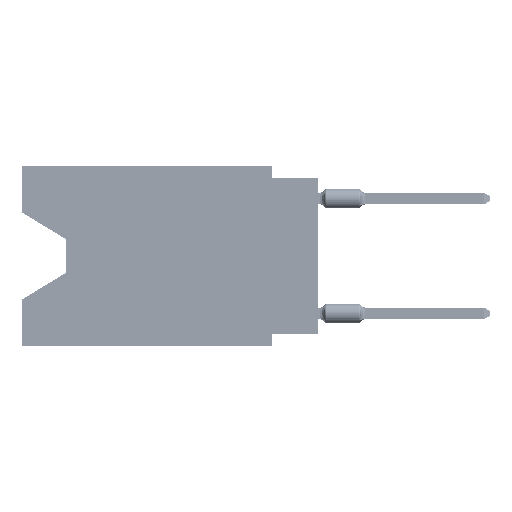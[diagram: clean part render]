
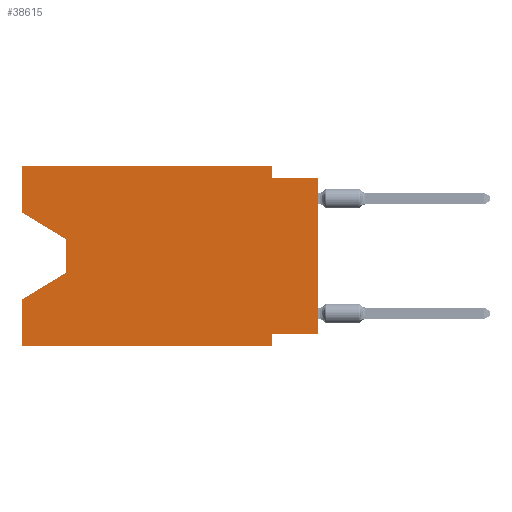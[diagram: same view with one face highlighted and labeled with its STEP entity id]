
A CAD part, left-side view. The second image highlights one B-rep face of the part: STEP entity #38615.
In plain terms, the highlighted planar face has unit normal (-1, 0, 0).
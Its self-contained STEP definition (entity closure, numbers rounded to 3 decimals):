
#1125 = VERTEX_POINT ( 'NONE', #20154 ) ;
#1218 = LINE ( 'NONE', #43472, #7176 ) ;
#1480 = EDGE_CURVE ( 'NONE', #36417, #15734, #24861, .T. ) ;
#1907 = EDGE_CURVE ( 'NONE', #36417, #45389, #71292, .T. ) ;
#2244 = ORIENTED_EDGE ( 'NONE', *, *, #60927, .F. ) ;
#3770 = EDGE_CURVE ( 'NONE', #62808, #56372, #54144, .T. ) ;
#4439 = VERTEX_POINT ( 'NONE', #8491 ) ;
#6136 = VECTOR ( 'NONE', #40683, 1000. ) ;
#6369 = ORIENTED_EDGE ( 'NONE', *, *, #48259, .T. ) ;
#6748 = FACE_OUTER_BOUND ( 'NONE', #59177, .T. ) ;
#7176 = VECTOR ( 'NONE', #38179, 1000. ) ;
#7703 = ORIENTED_EDGE ( 'NONE', *, *, #35567, .F. ) ;
#7712 = CARTESIAN_POINT ( 'NONE',  ( 0., 13.97, -4.013 ) ) ;
#8491 = CARTESIAN_POINT ( 'NONE',  ( 0., 13.97, -5.893 ) ) ;
#11437 = VERTEX_POINT ( 'NONE', #23886 ) ;
#13587 = EDGE_CURVE ( 'NONE', #4439, #11437, #14060, .T. ) ;
#14060 = LINE ( 'NONE', #20544, #59232 ) ;
#14293 = CARTESIAN_POINT ( 'NONE',  ( 0., 2.54, -9.271 ) ) ;
#15734 = VERTEX_POINT ( 'NONE', #14293 ) ;
#15901 = LINE ( 'NONE', #34987, #6136 ) ;
#18130 = CARTESIAN_POINT ( 'NONE',  ( 0., 16.383, 0. ) ) ;
#19765 = DIRECTION ( 'NONE',  ( 0., 0.855, -0.519 ) ) ;
#19839 = ORIENTED_EDGE ( 'NONE', *, *, #71759, .F. ) ;
#20154 = CARTESIAN_POINT ( 'NONE',  ( 0., 2.54, -0.635 ) ) ;
#20529 = CARTESIAN_POINT ( 'NONE',  ( 0., 0., 0. ) ) ;
#20544 = CARTESIAN_POINT ( 'NONE',  ( 0., 13.97, -5.893 ) ) ;
#20624 = CARTESIAN_POINT ( 'NONE',  ( 0., 0., -9.271 ) ) ;
#23629 = ORIENTED_EDGE ( 'NONE', *, *, #1480, .F. ) ;
#23886 = CARTESIAN_POINT ( 'NONE',  ( 0., 16.383, -7.36 ) ) ;
#24265 = ORIENTED_EDGE ( 'NONE', *, *, #59490, .F. ) ;
#24506 = ORIENTED_EDGE ( 'NONE', *, *, #13587, .T. ) ;
#24861 = LINE ( 'NONE', #20624, #45692 ) ;
#25026 = ORIENTED_EDGE ( 'NONE', *, *, #47932, .T. ) ;
#25828 = DIRECTION ( 'NONE',  ( 1., 0., 0. ) ) ;
#27997 = CARTESIAN_POINT ( 'NONE',  ( 0., 2.54, -9.906 ) ) ;
#28908 = DIRECTION ( 'NONE',  ( 0., -0.855, -0.519 ) ) ;
#30861 = CARTESIAN_POINT ( 'NONE',  ( 0., 16.383, -9.906 ) ) ;
#31913 = PLANE ( 'NONE',  #75219 ) ;
#33208 = VECTOR ( 'NONE', #70742, 1000. ) ;
#34189 = LINE ( 'NONE', #59767, #33208 ) ;
#34393 = ORIENTED_EDGE ( 'NONE', *, *, #1907, .T. ) ;
#34987 = CARTESIAN_POINT ( 'NONE',  ( 0., 16.383, 0. ) ) ;
#35085 = CARTESIAN_POINT ( 'NONE',  ( 0., 16.383, -9.906 ) ) ;
#35567 = EDGE_CURVE ( 'NONE', #77875, #62808, #15901, .T. ) ;
#36417 = VERTEX_POINT ( 'NONE', #60780 ) ;
#38179 = DIRECTION ( 'NONE',  ( 0., 0., -1. ) ) ;
#38615 = ADVANCED_FACE ( 'NONE', ( #6748 ), #31913, .F. ) ;
#39299 = LINE ( 'NONE', #64473, #44607 ) ;
#39713 = DIRECTION ( 'NONE',  ( 0., 0., -1. ) ) ;
#40683 = DIRECTION ( 'NONE',  ( 0., 0., 1. ) ) ;
#41491 = LINE ( 'NONE', #77252, #70475 ) ;
#43472 = CARTESIAN_POINT ( 'NONE',  ( 0., 2.54, 0. ) ) ;
#44607 = VECTOR ( 'NONE', #64867, 1000. ) ;
#45380 = ORIENTED_EDGE ( 'NONE', *, *, #58458, .F. ) ;
#45389 = VERTEX_POINT ( 'NONE', #64706 ) ;
#45394 = CARTESIAN_POINT ( 'NONE',  ( 0., 2.54, -9.906 ) ) ;
#45410 = DIRECTION ( 'NONE',  ( 0., 1., 0. ) ) ;
#45692 = VECTOR ( 'NONE', #45410, 1000. ) ;
#47932 = EDGE_CURVE ( 'NONE', #77875, #67392, #41491, .T. ) ;
#48259 = EDGE_CURVE ( 'NONE', #67392, #4439, #63372, .T. ) ;
#48779 = CARTESIAN_POINT ( 'NONE',  ( 0., 16.383, -2.546 ) ) ;
#49180 = CARTESIAN_POINT ( 'NONE',  ( 0., 13.97, -4.013 ) ) ;
#52413 = VECTOR ( 'NONE', #73617, 1000. ) ;
#54144 = LINE ( 'NONE', #61448, #52413 ) ;
#54572 = LINE ( 'NONE', #35085, #72725 ) ;
#55108 = DIRECTION ( 'NONE',  ( 0., 0., -1. ) ) ;
#56372 = VERTEX_POINT ( 'NONE', #58421 ) ;
#57281 = DIRECTION ( 'NONE',  ( 0., 0., -1. ) ) ;
#58421 = CARTESIAN_POINT ( 'NONE',  ( 0., 2.54, 0. ) ) ;
#58458 = EDGE_CURVE ( 'NONE', #56372, #1125, #1218, .T. ) ;
#58680 = VERTEX_POINT ( 'NONE', #27997 ) ;
#59177 = EDGE_LOOP ( 'NONE', ( #25026, #6369, #24506, #24265, #70033, #2244, #23629, #34393, #19839, #45380, #72568, #7703 ) ) ;
#59232 = VECTOR ( 'NONE', #19765, 1000. ) ;
#59490 = EDGE_CURVE ( 'NONE', #75600, #11437, #34189, .T. ) ;
#59767 = CARTESIAN_POINT ( 'NONE',  ( 0., 16.383, 0. ) ) ;
#60780 = CARTESIAN_POINT ( 'NONE',  ( 0., 0., -9.271 ) ) ;
#60927 = EDGE_CURVE ( 'NONE', #15734, #58680, #64085, .T. ) ;
#61448 = CARTESIAN_POINT ( 'NONE',  ( 0., 16.383, 0. ) ) ;
#62808 = VERTEX_POINT ( 'NONE', #68412 ) ;
#63372 = LINE ( 'NONE', #7712, #66482 ) ;
#64085 = LINE ( 'NONE', #45394, #77492 ) ;
#64473 = CARTESIAN_POINT ( 'NONE',  ( 0., 0., -0.635 ) ) ;
#64706 = CARTESIAN_POINT ( 'NONE',  ( 0., 0., -0.635 ) ) ;
#64867 = DIRECTION ( 'NONE',  ( 0., -1., 0. ) ) ;
#66482 = VECTOR ( 'NONE', #57281, 1000. ) ;
#66865 = EDGE_CURVE ( 'NONE', #75600, #58680, #54572, .T. ) ;
#67147 = DIRECTION ( 'NONE',  ( 0., -1., 0. ) ) ;
#67392 = VERTEX_POINT ( 'NONE', #49180 ) ;
#68412 = CARTESIAN_POINT ( 'NONE',  ( 0., 16.383, 0. ) ) ;
#70033 = ORIENTED_EDGE ( 'NONE', *, *, #66865, .T. ) ;
#70475 = VECTOR ( 'NONE', #28908, 1000. ) ;
#70742 = DIRECTION ( 'NONE',  ( 0., 0., 1. ) ) ;
#71292 = LINE ( 'NONE', #20529, #79509 ) ;
#71759 = EDGE_CURVE ( 'NONE', #1125, #45389, #39299, .T. ) ;
#72568 = ORIENTED_EDGE ( 'NONE', *, *, #3770, .F. ) ;
#72725 = VECTOR ( 'NONE', #67147, 1000. ) ;
#73617 = DIRECTION ( 'NONE',  ( 0., -1., 0. ) ) ;
#75219 = AXIS2_PLACEMENT_3D ( 'NONE', #18130, #25828, #55108 ) ;
#75600 = VERTEX_POINT ( 'NONE', #30861 ) ;
#76988 = DIRECTION ( 'NONE',  ( 0., 0., 1. ) ) ;
#77252 = CARTESIAN_POINT ( 'NONE',  ( 0., 16.383, -2.546 ) ) ;
#77492 = VECTOR ( 'NONE', #39713, 1000. ) ;
#77875 = VERTEX_POINT ( 'NONE', #48779 ) ;
#79509 = VECTOR ( 'NONE', #76988, 1000. ) ;
